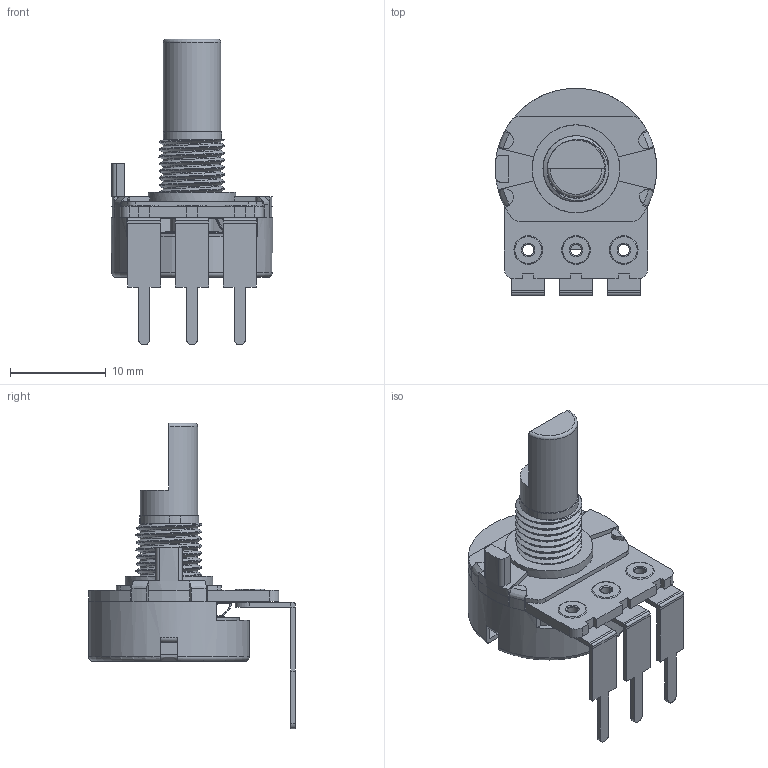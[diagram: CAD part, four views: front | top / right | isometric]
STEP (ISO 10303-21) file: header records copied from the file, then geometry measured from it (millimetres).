
FILE_DESCRIPTION(('FreeCAD Model'),'2;1');
FILE_NAME('AlphaTaiwan-RV16AF-4A-15FW.step', '2019-10-22T11:10:29',(''),(''),'Open CASCADE STEP processor 7.3', 'FreeCAD','Unknown');
FILE_SCHEMA(('AUTOMOTIVE_DESIGN { 1 0 10303 214 1 1 1 1 }'));
Length unit declared in the file: millimetre
Products named in the file (13): Solid; Solid001; Solid002; Solid003; Solid004; Solid005; Solid006; Solid011; Solid012; Solid013; Connect_-_D-Shaft; Connect_-_Inner_Shaft; Array001
Bounding box: 16.9 x 21.68 x 32 mm (x, y, z)
Volume: 1128.1 mm3; surface area: 4100.2 mm2
Topology: 13 solids, 18 shells, 420 faces, 1060 edges, 680 vertices
Faces by surface type: plane 222, cylinder 140, bspline 48, torus 10
Full cylindrical faces by diameter (mm): 1 x2, 1.1 x2, 1.2 x3, 1.3 x3, 1.4 x6, 2.7 x2, 2.9 x1, 3 x6, 4.6 x1, 5 x3, 6 x1, 6.048 x8, 6.908 x6, 9.2 x1, 15.9 x1, 16.9 x1
Entity records: 15315 total; most frequent: CARTESIAN_POINT 5051, ORIENTED_EDGE 2109, DIRECTION 1964, EDGE_CURVE 1060, AXIS2_PLACEMENT_3D 690, VERTEX_POINT 680, LINE 584, VECTOR 584
